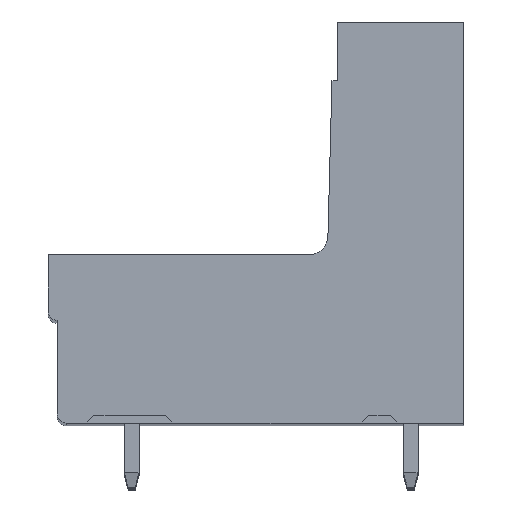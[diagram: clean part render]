
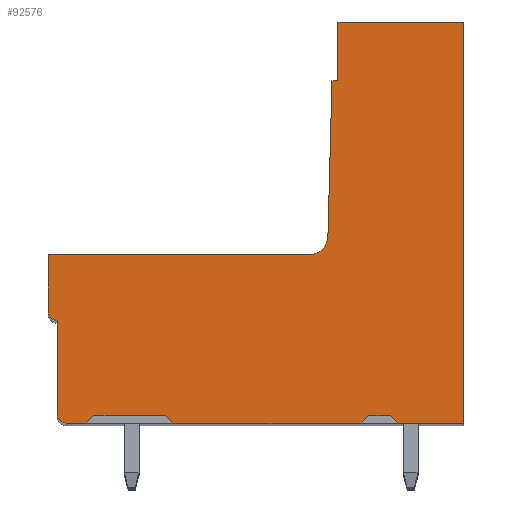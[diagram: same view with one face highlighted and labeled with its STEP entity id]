
A CAD part, top view. The second image highlights one B-rep face of the part: STEP entity #92576.
In plain terms, the highlighted planar face has unit normal (0, 0, 1).
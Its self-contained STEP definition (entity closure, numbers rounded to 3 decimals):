
#10075=DIRECTION('',(0.,1.,0.));
#10076=VECTOR('',#10075,21.9);
#10077=CARTESIAN_POINT('',(0.006,0.,
-36.003));
#10078=LINE('',#10077,#10076);
#23484=DIRECTION('',(0.,-1.,0.));
#23485=VECTOR('',#23484,5.1);
#23486=CARTESIAN_POINT('',(-22.194,5.6,-36.003));
#23487=LINE('',#23486,#23485);
#33048=DIRECTION('',(-1.,0.,0.));
#33049=VECTOR('',#33048,0.3);
#33050=CARTESIAN_POINT('',(-6.894,18.7,-36.003));
#33051=LINE('',#33050,#33049);
#33056=DIRECTION('',(0.,-1.,0.));
#33057=VECTOR('',#33056,3.2);
#33058=CARTESIAN_POINT('',(-6.894,21.9,-36.003));
#33059=LINE('',#33058,#33057);
#33060=DIRECTION('',(-1.,0.,0.));
#33061=VECTOR('',#33060,10.3);
#33062=CARTESIAN_POINT('',(-5.594,0.,
-36.003));
#33063=LINE('',#33062,#33061);
#33064=DIRECTION('',(-0.707,0.707,0.));
#33065=VECTOR('',#33064,0.566);
#33066=CARTESIAN_POINT('',(-15.894,0.,
-36.003));
#33067=LINE('',#33066,#33065);
#33068=DIRECTION('',(-1.,0.,0.));
#33069=VECTOR('',#33068,3.9);
#33070=CARTESIAN_POINT('',(-16.294,0.4,
-36.003));
#33071=LINE('',#33070,#33069);
#33072=DIRECTION('',(-1.,0.,0.));
#33073=VECTOR('',#33072,1.1);
#33074=CARTESIAN_POINT('',(-20.594,0.,
-36.003));
#33075=LINE('',#33074,#33073);
#33076=CARTESIAN_POINT('',(-21.694,0.5,-36.003));
#33077=DIRECTION('',(0.,0.,-1.));
#33078=DIRECTION('',(0.,-1.,0.));
#33079=AXIS2_PLACEMENT_3D('',#33076,#33077,#33078);
#33081=CARTESIAN_POINT('',(-22.194,6.1,-36.003));
#33082=DIRECTION('',(0.,0.,-1.));
#33083=DIRECTION('',(0.,-1.,0.));
#33084=AXIS2_PLACEMENT_3D('',#33081,#33082,#33083);
#33086=DIRECTION('',(0.,1.,0.));
#33087=VECTOR('',#33086,3.1);
#33088=CARTESIAN_POINT('',(-22.694,6.1,
-36.003));
#33089=LINE('',#33088,#33087);
#33090=DIRECTION('',(1.,0.,0.));
#33091=VECTOR('',#33090,14.277);
#33092=CARTESIAN_POINT('',(-22.694,9.2,-36.003));
#33093=LINE('',#33092,#33091);
#33094=CARTESIAN_POINT('',(-8.417,10.2,-36.003));
#33095=DIRECTION('',(0.,0.,1.));
#33096=DIRECTION('',(0.,-1.,0.));
#33097=AXIS2_PLACEMENT_3D('',#33094,#33095,#33096);
#33099=DIRECTION('',(0.026,1.,0.));
#33100=VECTOR('',#33099,8.529);
#33101=CARTESIAN_POINT('',(-7.417,10.174,
-36.003));
#33102=LINE('',#33101,#33100);
#33103=DIRECTION('',(1.,0.,0.));
#33104=VECTOR('',#33103,6.9);
#33105=CARTESIAN_POINT('',(-6.894,21.9,-36.003));
#33106=LINE('',#33105,#33104);
#33107=DIRECTION('',(-1.,0.,0.));
#33108=VECTOR('',#33107,3.6);
#33109=CARTESIAN_POINT('',(0.006,0.,
-36.003));
#33110=LINE('',#33109,#33108);
#33111=DIRECTION('',(-0.707,0.707,0.));
#33112=VECTOR('',#33111,0.566);
#33113=CARTESIAN_POINT('',(-3.594,0.,
-36.003));
#33114=LINE('',#33113,#33112);
#33115=DIRECTION('',(-0.707,-0.707,0.));
#33116=VECTOR('',#33115,0.566);
#33117=CARTESIAN_POINT('',(-5.194,0.4,
-36.003));
#33118=LINE('',#33117,#33116);
#33135=DIRECTION('',(-0.707,-0.707,0.));
#33136=VECTOR('',#33135,0.566);
#33137=CARTESIAN_POINT('',(-20.194,0.4,
-36.003));
#33138=LINE('',#33137,#33136);
#33171=DIRECTION('',(1.,0.,0.));
#33172=VECTOR('',#33171,1.2);
#33173=CARTESIAN_POINT('',(-5.194,0.4,
-36.003));
#33174=LINE('',#33173,#33172);
#33850=CARTESIAN_POINT('',(-5.594,0.,
-36.003));
#33852=VERTEX_POINT('',#33850);
#33856=CARTESIAN_POINT('',(-3.594,0.,
-36.003));
#33857=VERTEX_POINT('',#33856);
#33973=CARTESIAN_POINT('',(-16.294,0.4,
-36.003));
#33974=VERTEX_POINT('',#33973);
#33975=CARTESIAN_POINT('',(-7.417,10.174,
-36.003));
#33976=CARTESIAN_POINT('',(-7.194,18.7,-36.003));
#33977=VERTEX_POINT('',#33975);
#33978=VERTEX_POINT('',#33976);
#33979=CARTESIAN_POINT('',(-6.894,18.7,-36.003));
#33980=VERTEX_POINT('',#33979);
#33981=CARTESIAN_POINT('',(-6.894,21.9,-36.003));
#33982=VERTEX_POINT('',#33981);
#33983=CARTESIAN_POINT('',(-3.994,0.4,
-36.003));
#33984=VERTEX_POINT('',#33983);
#33985=CARTESIAN_POINT('',(-5.194,0.4,
-36.003));
#33986=VERTEX_POINT('',#33985);
#33991=CARTESIAN_POINT('',(-21.694,0.,-36.003));
#33992=CARTESIAN_POINT('',(-22.194,0.5,
-36.003));
#33993=VERTEX_POINT('',#33991);
#33994=VERTEX_POINT('',#33992);
#33995=CARTESIAN_POINT('',(-22.194,5.6,-36.003));
#33996=VERTEX_POINT('',#33995);
#33997=CARTESIAN_POINT('',(-22.694,6.1,
-36.003));
#33998=VERTEX_POINT('',#33997);
#33999=CARTESIAN_POINT('',(-22.694,9.2,-36.003));
#34000=VERTEX_POINT('',#33999);
#34249=CARTESIAN_POINT('',(0.006,0.,
-36.003));
#34250=CARTESIAN_POINT('',(0.006,21.9,-36.003));
#34251=VERTEX_POINT('',#34249);
#34252=VERTEX_POINT('',#34250);
#34253=CARTESIAN_POINT('',(-20.194,0.4,
-36.003));
#34254=CARTESIAN_POINT('',(-20.594,0.,
-36.003));
#34255=VERTEX_POINT('',#34253);
#34256=VERTEX_POINT('',#34254);
#34257=CARTESIAN_POINT('',(-15.894,0.,
-36.003));
#34258=VERTEX_POINT('',#34257);
#34259=CARTESIAN_POINT('',(-8.417,9.2,-36.003));
#34260=VERTEX_POINT('',#34259);
#92543=CARTESIAN_POINT('',(-21.694,0.5,
-36.003));
#92544=DIRECTION('',(0.,0.,-1.));
#92545=DIRECTION('',(-1.,0.,0.));
#92546=AXIS2_PLACEMENT_3D('',#92543,#92544,#92545);
#92547=PLANE('',#92546);
#92548=ORIENTED_EDGE('',*,*,#71401,.T.);
#92550=ORIENTED_EDGE('',*,*,#92549,.T.);
#92552=ORIENTED_EDGE('',*,*,#92551,.T.);
#92554=ORIENTED_EDGE('',*,*,#92553,.T.);
#92555=ORIENTED_EDGE('',*,*,#71393,.T.);
#92556=ORIENTED_EDGE('',*,*,#77872,.T.);
#92557=ORIENTED_EDGE('',*,*,#77887,.F.);
#92558=ORIENTED_EDGE('',*,*,#77902,.T.);
#92559=ORIENTED_EDGE('',*,*,#77917,.T.);
#92560=ORIENTED_EDGE('',*,*,#77932,.T.);
#92561=ORIENTED_EDGE('',*,*,#92491,.T.);
#92562=ORIENTED_EDGE('',*,*,#92506,.T.);
#92563=ORIENTED_EDGE('',*,*,#92521,.F.);
#92564=ORIENTED_EDGE('',*,*,#92535,.F.);
#92565=ORIENTED_EDGE('',*,*,#43900,.T.);
#92566=ORIENTED_EDGE('',*,*,#57544,.F.);
#92567=ORIENTED_EDGE('',*,*,#71409,.T.);
#92569=ORIENTED_EDGE('',*,*,#92568,.T.);
#92571=ORIENTED_EDGE('',*,*,#92570,.F.);
#92573=ORIENTED_EDGE('',*,*,#92572,.T.);
#92574=EDGE_LOOP('',(#92548,#92550,#92552,#92554,#92555,#92556,#92557,#92558,
#92559,#92560,#92561,#92562,#92563,#92564,#92565,#92566,#92567,#92569,#92571,
#92573));
#92575=FACE_OUTER_BOUND('',#92574,.F.);
#92576=ADVANCED_FACE('',(#92575),#92547,.F.);
#33080=CIRCLE('',#33079,0.5);
#33085=CIRCLE('',#33084,0.5);
#33098=CIRCLE('',#33097,1.);
#43900=EDGE_CURVE('',#33982,#34252,#33106,.T.);
#57544=EDGE_CURVE('',#34251,#34252,#10078,.T.);
#71393=EDGE_CURVE('',#34256,#33993,#33075,.T.);
#71401=EDGE_CURVE('',#33852,#34258,#33063,.T.);
#71409=EDGE_CURVE('',#34251,#33857,#33110,.T.);
#77872=EDGE_CURVE('',#33993,#33994,#33080,.T.);
#77887=EDGE_CURVE('',#33996,#33994,#23487,.T.);
#77902=EDGE_CURVE('',#33996,#33998,#33085,.T.);
#77917=EDGE_CURVE('',#33998,#34000,#33089,.T.);
#77932=EDGE_CURVE('',#34000,#34260,#33093,.T.);
#92491=EDGE_CURVE('',#34260,#33977,#33098,.T.);
#92506=EDGE_CURVE('',#33977,#33978,#33102,.T.);
#92521=EDGE_CURVE('',#33980,#33978,#33051,.T.);
#92535=EDGE_CURVE('',#33982,#33980,#33059,.T.);
#92549=EDGE_CURVE('',#34258,#33974,#33067,.T.);
#92551=EDGE_CURVE('',#33974,#34255,#33071,.T.);
#92553=EDGE_CURVE('',#34255,#34256,#33138,.T.);
#92568=EDGE_CURVE('',#33857,#33984,#33114,.T.);
#92570=EDGE_CURVE('',#33986,#33984,#33174,.T.);
#92572=EDGE_CURVE('',#33986,#33852,#33118,.T.);
